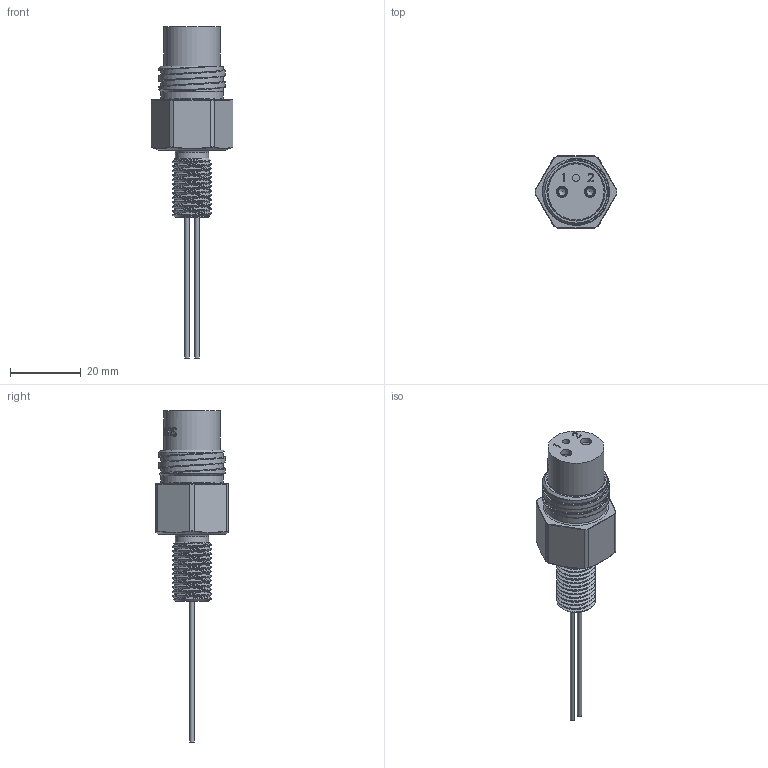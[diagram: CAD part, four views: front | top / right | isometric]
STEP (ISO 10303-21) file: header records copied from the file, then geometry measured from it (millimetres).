
FILE_DESCRIPTION(/* description */ (''),/* implementation_level */ '2;1');
FILE_NAME(/* name */ 'MCBH2F-G2-WB.stp',/* time_stamp */ '2014-12-19T09:20:06+01:00',/* author */ ('sh'),/* organization */ (''),/* preprocessor_version */ 'ST-DEVELOPER v15.2',/* originating_system */ 'Autodesk Inventor 2014',/* authorisation */ '');
FILE_SCHEMA (('AUTOMOTIVE_DESIGN { 1 0 10303 214 3 1 1 }'));
Length unit declared in the file: inch
Products named in the file (1): MCBH2F-G2-WB
Bounding box: 23.11 x 20.62 x 94.08 mm (x, y, z)
Volume: 8135.9 mm3; surface area: 8919.7 mm2
Topology: 7 solids, 7 shells, 348 faces, 928 edges, 624 vertices
Faces by surface type: plane 117, bspline 78, cylinder 71, torus 57, cone 25
Full cylindrical faces by diameter (mm): 0.813 x2, 1.219 x6, 1.27 x2, 1.372 x2, 1.448 x2, 1.981 x1, 2.052 x2, 2.057 x4, 2.723 x2, 2.812 x2, 3.175 x6, 3.2 x2, 6.731 x1, 9.449 x1, 12.725 x1, 13.462 x1, 14.351 x1, 15.875 x2, 15.926 x2, 16.256 x1, 17.247 x1, 17.628 x1, 18.415 x1
Entity records: 26543 total; most frequent: CARTESIAN_POINT 18886, ORIENTED_EDGE 1590, DIRECTION 1390, EDGE_CURVE 795, VERTEX_POINT 593, AXIS2_PLACEMENT_3D 571, EDGE_LOOP 486, FACE_OUTER_BOUND 346
